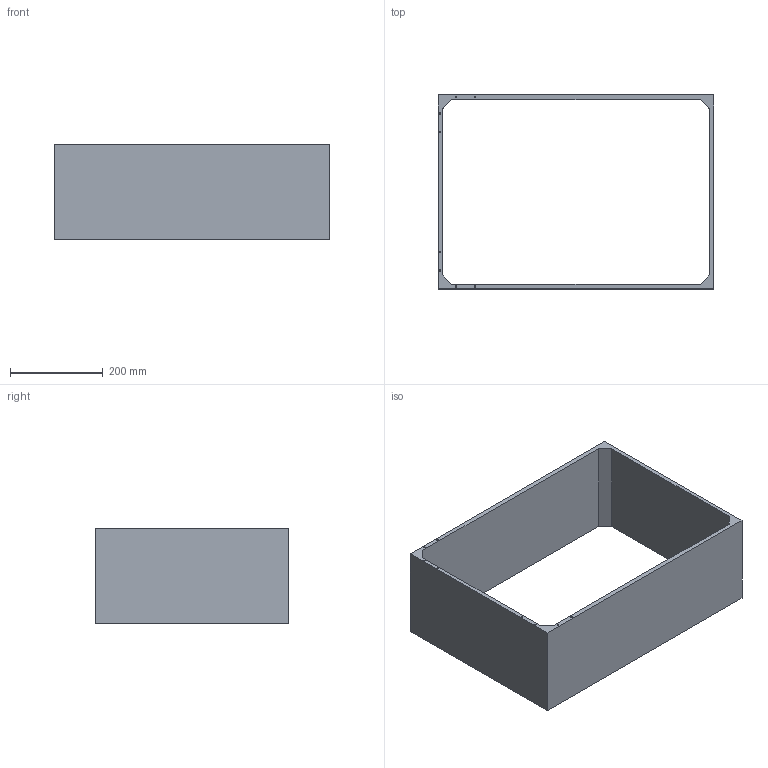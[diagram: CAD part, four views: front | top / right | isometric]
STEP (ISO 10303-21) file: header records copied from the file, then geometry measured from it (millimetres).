
FILE_DESCRIPTION(('FreeCAD Model'),'2;1');
FILE_NAME('case.step', '2019-07-09T17:24:44',('Author'),(''), 'Open CASCADE STEP processor 7.3','FreeCAD','Unknown');
FILE_SCHEMA(('AUTOMOTIVE_DESIGN { 1 0 10303 214 1 1 1 1 }'));
Length unit declared in the file: millimetre
Products named in the file (1): Body
Bounding box: 594 x 418 x 205 mm (x, y, z)
Volume: 4067205.7 mm3; surface area: 845413.5 mm2
Topology: 1 solids, 1 shells, 30 faces, 76 edges, 48 vertices
Faces by surface type: plane 14, cylinder 8, cone 8
Full cylindrical faces by diameter (mm): 3 x8
Entity records: 1761 total; most frequent: CARTESIAN_POINT 283, DIRECTION 282, LINE 180, VECTOR 180, ORIENTED_EDGE 136, PCURVE 136, DEFINITIONAL_REPRESENTATION 136, EDGE_CURVE 68
